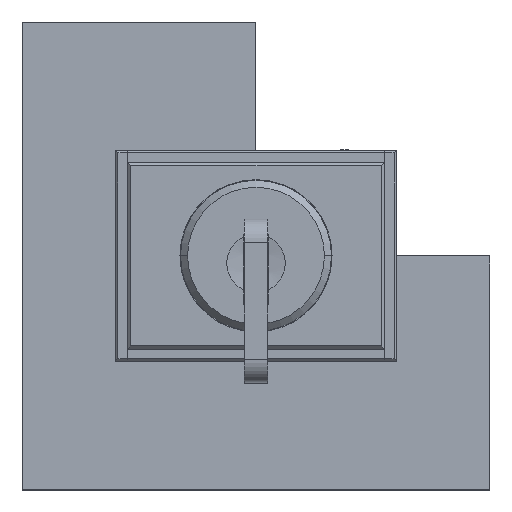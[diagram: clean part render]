
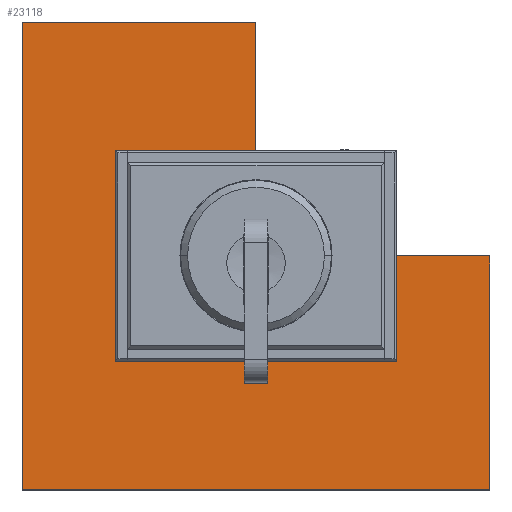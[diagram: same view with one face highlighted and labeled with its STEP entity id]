
A CAD part, top view. The second image highlights one B-rep face of the part: STEP entity #23118.
In plain terms, the highlighted planar face has unit normal (0, 0, 1).
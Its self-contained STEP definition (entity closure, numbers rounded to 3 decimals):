
#702 = CARTESIAN_POINT ( 'NONE',  ( -7.955, 0.85, -0.2 ) ) ;
#795 = CARTESIAN_POINT ( 'NONE',  ( 8., 0., -0.2 ) ) ;
#860 = CARTESIAN_POINT ( 'NONE',  ( -7.955, -0.85, -0.2 ) ) ;
#864 = AXIS2_PLACEMENT_3D ( 'NONE', #909, #908, #907 ) ;
#865 = CARTESIAN_POINT ( 'NONE',  ( 0., 8., -0.2 ) ) ;
#866 = LINE ( 'NONE', #865, #914 ) ;
#867 = DIRECTION ( 'NONE',  ( -1., 0., 0. ) ) ;
#868 = VECTOR ( 'NONE', #867, 1000. ) ;
#869 = CARTESIAN_POINT ( 'NONE',  ( 0., 20., -0.2 ) ) ;
#870 = LINE ( 'NONE', #869, #868 ) ;
#879 = CARTESIAN_POINT ( 'NONE',  ( -20., 20., -0.2 ) ) ;
#905 = CARTESIAN_POINT ( 'NONE',  ( 0., 0., -0.2 ) ) ;
#907 = DIRECTION ( 'NONE',  ( 1., 0., 0. ) ) ;
#908 = DIRECTION ( 'NONE',  ( 0., 0., -1. ) ) ;
#909 = CARTESIAN_POINT ( 'NONE',  ( 0., 0., -0.2 ) ) ;
#910 = CARTESIAN_POINT ( 'NONE',  ( 0., 20., -0.2 ) ) ;
#913 = DIRECTION ( 'NONE',  ( 0., 1., 0. ) ) ;
#914 = VECTOR ( 'NONE', #913, 1000. ) ;
#915 = CIRCLE ( 'NONE', #864, 8. ) ;
#924 = DIRECTION ( 'NONE',  ( 1., 0., 0. ) ) ;
#925 = DIRECTION ( 'NONE',  ( 0., 0., -1. ) ) ;
#934 = AXIS2_PLACEMENT_3D ( 'NONE', #905, #925, #924 ) ;
#940 = CIRCLE ( 'NONE', #934, 8. ) ;
#941 = CARTESIAN_POINT ( 'NONE',  ( 0., 8., -0.2 ) ) ;
#950 = DIRECTION ( 'NONE',  ( 1., 0., 0. ) ) ;
#951 = DIRECTION ( 'NONE',  ( 0., 0., -1. ) ) ;
#952 = CARTESIAN_POINT ( 'NONE',  ( 0., 0., -0.2 ) ) ;
#953 = AXIS2_PLACEMENT_3D ( 'NONE', #952, #951, #950 ) ;
#956 = CIRCLE ( 'NONE', #953, 8. ) ;
#961 = CARTESIAN_POINT ( 'NONE',  ( 0., -8., -0.2 ) ) ;
#1001 = CARTESIAN_POINT ( 'NONE',  ( -20., -20., -0.2 ) ) ;
#1002 = LINE ( 'NONE', #1001, #1084 ) ;
#1011 = DIRECTION ( 'NONE',  ( 0., 1., 0. ) ) ;
#1012 = VECTOR ( 'NONE', #1011, 1000. ) ;
#1013 = CARTESIAN_POINT ( 'NONE',  ( 20., 0., -0.2 ) ) ;
#1017 = DIRECTION ( 'NONE',  ( -1., 0., 0. ) ) ;
#1018 = VECTOR ( 'NONE', #1017, 1000. ) ;
#1019 = LINE ( 'NONE', #1013, #1012 ) ;
#1022 = CARTESIAN_POINT ( 'NONE',  ( 8., 0., -0.2 ) ) ;
#1033 = LINE ( 'NONE', #1022, #1018 ) ;
#1038 = CARTESIAN_POINT ( 'NONE',  ( 20., -20., -0.2 ) ) ;
#1083 = DIRECTION ( 'NONE',  ( 1., 0., 0. ) ) ;
#1084 = VECTOR ( 'NONE', #1083, 1000. ) ;
#1106 = DIRECTION ( 'NONE',  ( 0., -1., 0. ) ) ;
#1107 = VECTOR ( 'NONE', #1106, 1000. ) ;
#1108 = CARTESIAN_POINT ( 'NONE',  ( -20., 20., -0.2 ) ) ;
#1110 = AXIS2_PLACEMENT_3D ( 'NONE', #1178, #1177, #1176 ) ;
#1111 = FACE_OUTER_BOUND ( 'NONE', #23142, .T. ) ;
#1113 = CARTESIAN_POINT ( 'NONE',  ( -20., -20., -0.2 ) ) ;
#1115 = LINE ( 'NONE', #1108, #1107 ) ;
#1128 = CARTESIAN_POINT ( 'NONE',  ( -7., -0.85, -0.2 ) ) ;
#1133 = PLANE ( 'NONE',  #1110 ) ;
#1171 = DIRECTION ( 'NONE',  ( 1., 0., 0. ) ) ;
#1172 = VECTOR ( 'NONE', #1171, 1000. ) ;
#1173 = CARTESIAN_POINT ( 'NONE',  ( -7., -0.85, -0.2 ) ) ;
#1174 = LINE ( 'NONE', #1173, #1172 ) ;
#1176 = DIRECTION ( 'NONE',  ( 0., 1., 0. ) ) ;
#1177 = DIRECTION ( 'NONE',  ( 0., 0., -1. ) ) ;
#1178 = CARTESIAN_POINT ( 'NONE',  ( 0., 0., -0.2 ) ) ;
#1202 = CARTESIAN_POINT ( 'NONE',  ( 20., 0., -0.2 ) ) ;
#1329 = DIRECTION ( 'NONE',  ( 0., 1., 0. ) ) ;
#1330 = VECTOR ( 'NONE', #1329, 1000. ) ;
#1331 = CARTESIAN_POINT ( 'NONE',  ( -7., -0.85, -0.2 ) ) ;
#1332 = LINE ( 'NONE', #1331, #1330 ) ;
#1333 = CARTESIAN_POINT ( 'NONE',  ( -7., 0.85, -0.2 ) ) ;
#1335 = DIRECTION ( 'NONE',  ( -1., 0., 0. ) ) ;
#1336 = VECTOR ( 'NONE', #1335, 1000. ) ;
#1337 = CARTESIAN_POINT ( 'NONE',  ( -7., 0.85, -0.2 ) ) ;
#1338 = LINE ( 'NONE', #1337, #1336 ) ;
#22991 = VERTEX_POINT ( 'NONE', #702 ) ;
#23002 = VERTEX_POINT ( 'NONE', #795 ) ;
#23025 = VERTEX_POINT ( 'NONE', #879 ) ;
#23028 = EDGE_CURVE ( 'NONE', #23043, #23025, #870, .T. ) ;
#23031 = VERTEX_POINT ( 'NONE', #860 ) ;
#23034 = EDGE_CURVE ( 'NONE', #23045, #23043, #866, .T. ) ;
#23036 = EDGE_CURVE ( 'NONE', #23053, #23031, #915, .T. ) ;
#23043 = VERTEX_POINT ( 'NONE', #910 ) ;
#23045 = VERTEX_POINT ( 'NONE', #941 ) ;
#23048 = EDGE_CURVE ( 'NONE', #22991, #23045, #940, .T. ) ;
#23053 = VERTEX_POINT ( 'NONE', #961 ) ;
#23055 = EDGE_CURVE ( 'NONE', #23002, #23053, #956, .T. ) ;
#23069 = EDGE_CURVE ( 'NONE', #23146, #23002, #1033, .T. ) ;
#23071 = EDGE_CURVE ( 'NONE', #23085, #23146, #1019, .T. ) ;
#23085 = VERTEX_POINT ( 'NONE', #1038 ) ;
#23088 = EDGE_CURVE ( 'NONE', #23099, #23085, #1002, .T. ) ;
#23099 = VERTEX_POINT ( 'NONE', #1113 ) ;
#23101 = EDGE_CURVE ( 'NONE', #23025, #23099, #1115, .T. ) ;
#23107 = ORIENTED_EDGE ( 'NONE', *, *, #23182, .T. ) ;
#23108 = ORIENTED_EDGE ( 'NONE', *, *, #23034, .T. ) ;
#23109 = ORIENTED_EDGE ( 'NONE', *, *, #23048, .T. ) ;
#23110 = ORIENTED_EDGE ( 'NONE', *, *, #23071, .T. ) ;
#23112 = ORIENTED_EDGE ( 'NONE', *, *, #23028, .T. ) ;
#23115 = ORIENTED_EDGE ( 'NONE', *, *, #23036, .T. ) ;
#23116 = ORIENTED_EDGE ( 'NONE', *, *, #23120, .T. ) ;
#23117 = ORIENTED_EDGE ( 'NONE', *, *, #23055, .T. ) ;
#23118 = ADVANCED_FACE ( 'NONE', ( #1111 ), #1133, .F. ) ;
#23120 = EDGE_CURVE ( 'NONE', #23031, #23121, #1174, .T. ) ;
#23121 = VERTEX_POINT ( 'NONE', #1128 ) ;
#23142 = EDGE_LOOP ( 'NONE', ( #23117, #23115, #23116, #23181, #23107, #23109, #23108, #23112, #23186, #23185, #23110, #23173 ) ) ;
#23146 = VERTEX_POINT ( 'NONE', #1202 ) ;
#23173 = ORIENTED_EDGE ( 'NONE', *, *, #23069, .T. ) ;
#23181 = ORIENTED_EDGE ( 'NONE', *, *, #23184, .T. ) ;
#23182 = EDGE_CURVE ( 'NONE', #23187, #22991, #1338, .T. ) ;
#23184 = EDGE_CURVE ( 'NONE', #23121, #23187, #1332, .T. ) ;
#23185 = ORIENTED_EDGE ( 'NONE', *, *, #23088, .T. ) ;
#23186 = ORIENTED_EDGE ( 'NONE', *, *, #23101, .T. ) ;
#23187 = VERTEX_POINT ( 'NONE', #1333 ) ;
